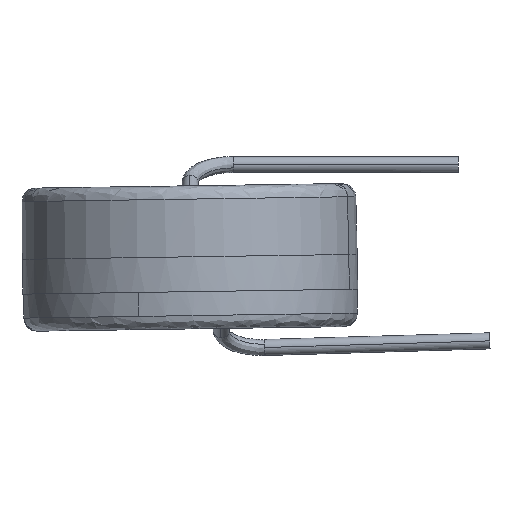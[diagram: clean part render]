
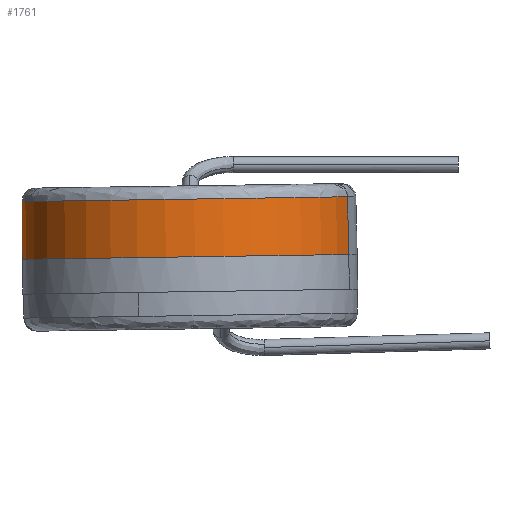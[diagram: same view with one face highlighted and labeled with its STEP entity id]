
A CAD part, front view. The second image highlights one B-rep face of the part: STEP entity #1761.
In plain terms, the highlighted conical face has half-angle 0.5 degrees and reference radius 31.25 mm.
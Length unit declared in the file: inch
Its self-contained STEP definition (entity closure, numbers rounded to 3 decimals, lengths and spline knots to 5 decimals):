
#183 = LINE ( 'NONE', #2979, #2391 ) ;
#186 = VECTOR ( 'NONE', #3339, 39.37008 ) ;
#592 = AXIS2_PLACEMENT_3D ( 'NONE', #2490, #3659, #1713 ) ;
#743 = VERTEX_POINT ( 'NONE', #1523 ) ;
#1055 = LINE ( 'NONE', #3362, #186 ) ;
#1198 = CARTESIAN_POINT ( 'NONE',  ( -1.1656, 0.38447, -0.59009 ) ) ;
#1234 = CIRCLE ( 'NONE', #4024, 1.22661 ) ;
#1523 = CARTESIAN_POINT ( 'NONE',  ( -1.16834, 0.38332, -0.166 ) ) ;
#1713 = DIRECTION ( 'NONE',  ( 0.95, -0.313, 0.014 ) ) ;
#1761 = ADVANCED_FACE ( 'NONE', ( #5083 ), #4791, .T. ) ;
#1833 = AXIS2_PLACEMENT_3D ( 'NONE', #2338, #4227, #3892 ) ;
#1886 = VERTEX_POINT ( 'NONE', #4737 ) ;
#2022 = DIRECTION ( 'NONE',  ( 0.015, 0., -1. ) ) ;
#2338 = CARTESIAN_POINT ( 'NONE',  ( 0.00312, 0.00046, -0.57285 ) ) ;
#2391 = VECTOR ( 'NONE', #3354, 39.37008 ) ;
#2490 = CARTESIAN_POINT ( 'NONE',  ( 0.00312, 0.00046, -0.57285 ) ) ;
#2533 = CARTESIAN_POINT ( 'NONE',  ( 1.16207, -0.38239, -0.13162 ) ) ;
#2554 = DIRECTION ( 'NONE',  ( 0.95, -0.313, 0.014 ) ) ;
#2597 = CARTESIAN_POINT ( 'NONE',  ( -0.00314, 0.00046, -0.14881 ) ) ;
#2712 = CIRCLE ( 'NONE', #5016, 1.22661 ) ;
#2812 = VERTEX_POINT ( 'NONE', #2533 ) ;
#2859 = VERTEX_POINT ( 'NONE', #3308 ) ;
#2948 = ORIENTED_EDGE ( 'NONE', *, *, #3863, .T. ) ;
#2966 = ORIENTED_EDGE ( 'NONE', *, *, #4492, .T. ) ;
#2979 = CARTESIAN_POINT ( 'NONE',  ( 1.17184, -0.38355, -0.55561 ) ) ;
#3015 = EDGE_CURVE ( 'NONE', #2812, #2859, #2712, .T. ) ;
#3288 = CIRCLE ( 'NONE', #592, 1.23031 ) ;
#3308 = CARTESIAN_POINT ( 'NONE',  ( 1.16174, -0.38341, -0.13163 ) ) ;
#3339 = DIRECTION ( 'NONE',  ( 0.006, 0.003, -1. ) ) ;
#3354 = DIRECTION ( 'NONE',  ( 0.023, -0.003, -1. ) ) ;
#3362 = CARTESIAN_POINT ( 'NONE',  ( -1.1656, 0.38447, -0.59009 ) ) ;
#3494 = ORIENTED_EDGE ( 'NONE', *, *, #3015, .T. ) ;
#3589 = EDGE_CURVE ( 'NONE', #2812, #1886, #183, .T. ) ;
#3612 = EDGE_CURVE ( 'NONE', #4027, #1886, #3288, .T. ) ;
#3659 = DIRECTION ( 'NONE',  ( -0.015, 0., 1. ) ) ;
#3863 = EDGE_CURVE ( 'NONE', #2859, #743, #1234, .T. ) ;
#3892 = DIRECTION ( 'NONE',  ( 0.95, -0.312, 0.014 ) ) ;
#3902 = ORIENTED_EDGE ( 'NONE', *, *, #3612, .T. ) ;
#4024 = AXIS2_PLACEMENT_3D ( 'NONE', #4247, #2022, #4721 ) ;
#4027 = VERTEX_POINT ( 'NONE', #1198 ) ;
#4227 = DIRECTION ( 'NONE',  ( 0.015, 0., -1. ) ) ;
#4247 = CARTESIAN_POINT ( 'NONE',  ( -0.00314, 0.00046, -0.14881 ) ) ;
#4465 = ORIENTED_EDGE ( 'NONE', *, *, #3589, .F. ) ;
#4492 = EDGE_CURVE ( 'NONE', #743, #4027, #1055, .T. ) ;
#4583 = EDGE_LOOP ( 'NONE', ( #3494, #2948, #2966, #3902, #4465 ) ) ;
#4721 = DIRECTION ( 'NONE',  ( 0.95, -0.313, 0.014 ) ) ;
#4737 = CARTESIAN_POINT ( 'NONE',  ( 1.17184, -0.38355, -0.55561 ) ) ;
#4791 = CONICAL_SURFACE ( 'NONE', #1833, 1.23031, 0.009 ) ;
#4969 = DIRECTION ( 'NONE',  ( 0.015, 0., -1. ) ) ;
#5016 = AXIS2_PLACEMENT_3D ( 'NONE', #2597, #4969, #2554 ) ;
#5083 = FACE_OUTER_BOUND ( 'NONE', #4583, .T. ) ;
